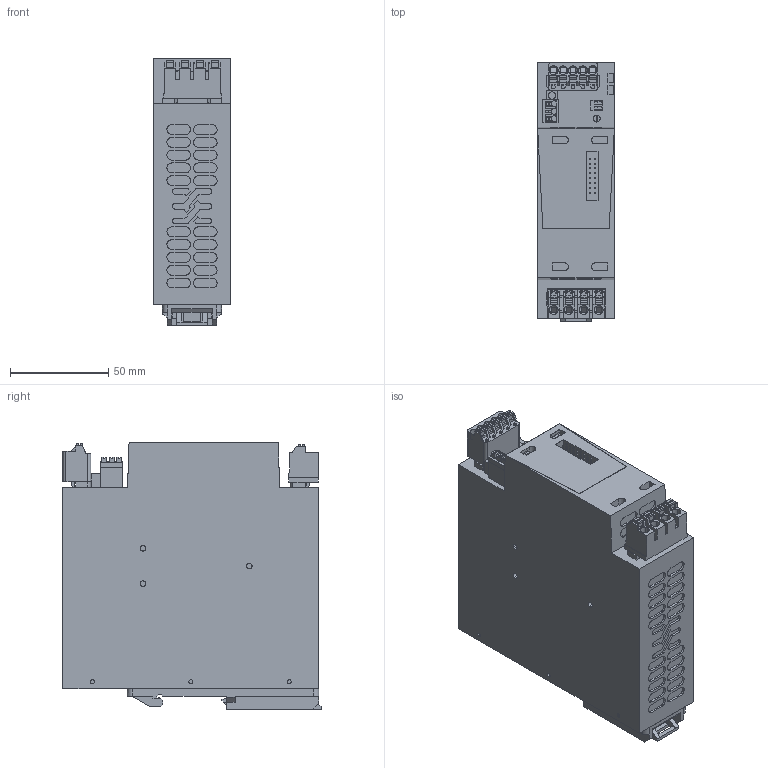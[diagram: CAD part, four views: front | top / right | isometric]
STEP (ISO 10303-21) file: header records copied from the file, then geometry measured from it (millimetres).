
FILE_DESCRIPTION(('CATIA V5 STEP Exchange','CAx-IF Rec.Pracs.--- Model Styling and Organization---1.4--- 2014-01-23'),'2;1');
FILE_NAME ('12647618_5', '2020-10-29T09:00:17+00:00', ('none'), ('Weidmueller'), 'CATIA Version 5-6 Release 2016 SP3 HF44', 'CATIA V5 STEP AP214', 'none');
FILE_SCHEMA(('AUTOMOTIVE_DESIGN { 1 0 10303 214 1 1 1 1 }'));
Products named in the file (1): 2467060100
Bounding box: 39 x 131.2 x 135.5 mm (x, y, z)
Volume: 611244.2 mm3; surface area: 83236.4 mm2
Topology: 53 solids, 53 shells, 1965 faces, 5645 edges, 3926 vertices
Faces by surface type: plane 1497, cylinder 337, extrusion 107, torus 18, cone 6
Entity records: 65452 total; most frequent: CARTESIAN_POINT 15325, ORIENTED_EDGE 11290, DIRECTION 7509, EDGE_CURVE 5643, VECTOR 4101, LINE 3994, VERTEX_POINT 3922, EDGE_LOOP 2113
